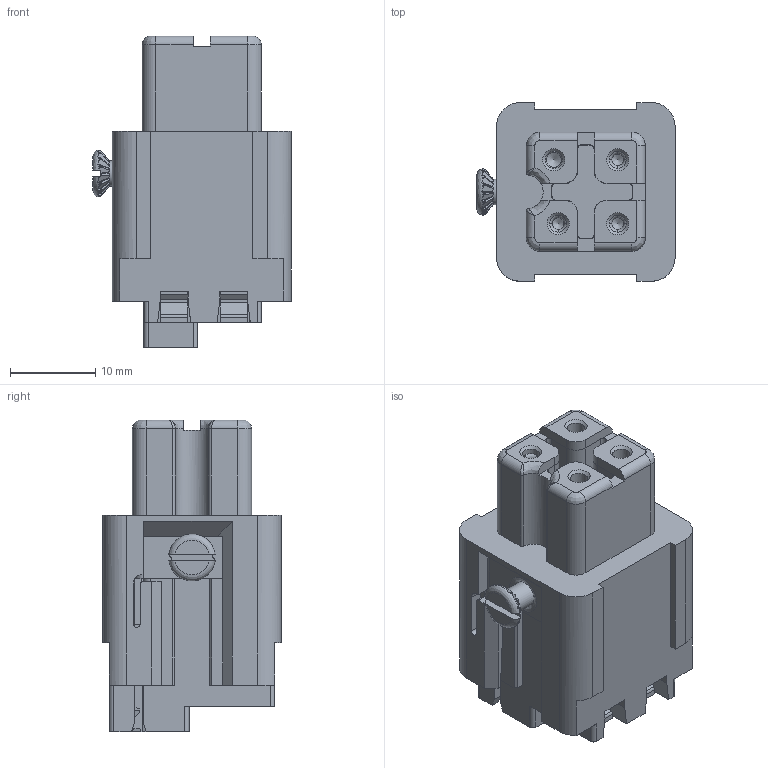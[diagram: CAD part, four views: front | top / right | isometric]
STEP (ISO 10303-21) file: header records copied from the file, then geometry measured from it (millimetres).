
FILE_DESCRIPTION(/* description */ (''),/* implementation_level */ '2;1');
FILE_NAME(/* name */ '100196514ugm000_c.stp',/* time_stamp */ '2017-09-28T16:22:23+02:00',/* author */ (''),/* organization */ (''),/* preprocessor_version */ 'ST-DEVELOPER v16',/* originating_system */ 'SIEMENS PLM Software NX 10.0',/* authorisation */ '');
FILE_SCHEMA (('AUTOMOTIVE_DESIGN { 1 0 10303 214 3 1 1 1 }'));
Products named in the file (1): 100196514ugm000_c
Bounding box: 23.3 x 21 x 36.65 mm (x, y, z)
Volume: 7366.1 mm3; surface area: 11664.2 mm2
Topology: 1 solids, 2 shells, 1662 faces, 5002 edges, 3556 vertices
Faces by surface type: plane 888, cylinder 497, bspline 133, cone 76, torus 60, extrusion 8
Full cylindrical faces by diameter (mm): 0.503 x1, 0.738 x1, 1.475 x1, 1.6 x3, 2 x5, 2.3 x4, 3 x1, 3.175 x1, 3.3 x1, 3.5 x1, 3.7 x3, 3.8 x4
Entity records: 73642 total; most frequent: CARTESIAN_POINT 21907, ORIENTED_EDGE 9362, DIRECTION 7883, EDGE_CURVE 4681, VERTEX_POINT 3086, AXIS2_PLACEMENT_3D 2696, VECTOR 2491, LINE 2483
